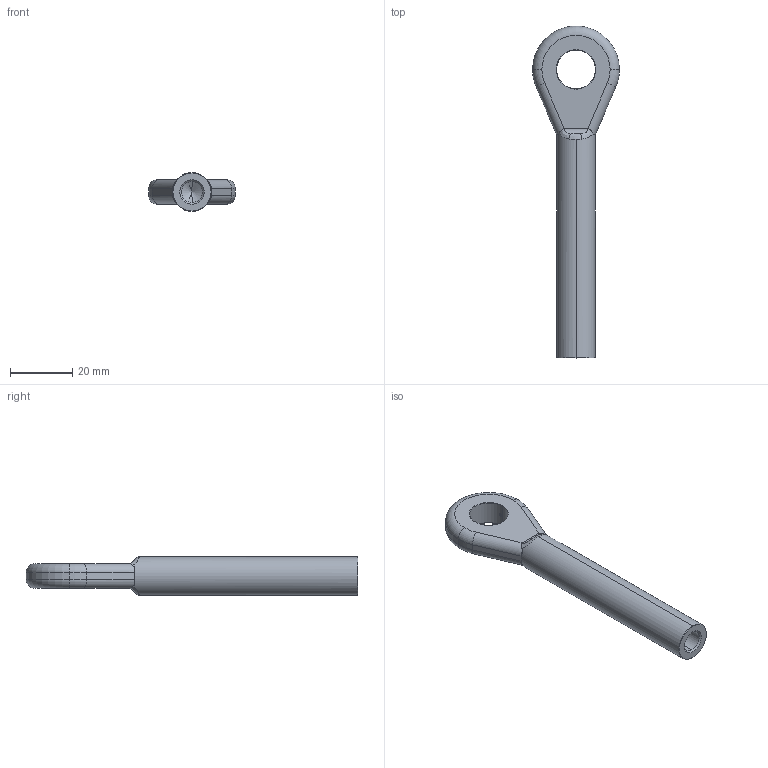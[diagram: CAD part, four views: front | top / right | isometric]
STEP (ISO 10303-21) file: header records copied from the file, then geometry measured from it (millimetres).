
FILE_DESCRIPTION (( 'STEP AP203' ), '1' );
FILE_NAME ('100056008.step', '2020-12-17T12:44:49', ( '' ), ( '' ), 'SwSTEP 2.0', 'SolidWorks 2018', '' );
FILE_SCHEMA (( 'CONFIG_CONTROL_DESIGN' ));
Length unit declared in the file: millimetre
Products named in the file (2): 100056008
Bounding box: 28 x 107 x 12.5 mm (x, y, z)
Volume: 12480.4 mm3; surface area: 5635 mm2
Topology: 1 solids, 1 shells, 342 faces, 890 edges, 577 vertices
Faces by surface type: bspline 183, plane 94, cylinder 49, torus 12, cone 4
Entity records: 18777 total; most frequent: CARTESIAN_POINT 11472, ORIENTED_EDGE 1776, DIRECTION 982, EDGE_CURVE 888, VERTEX_POINT 577, EDGE_LOOP 373, B_SPLINE_CURVE_WITH_KNOTS 360, LINE 352
